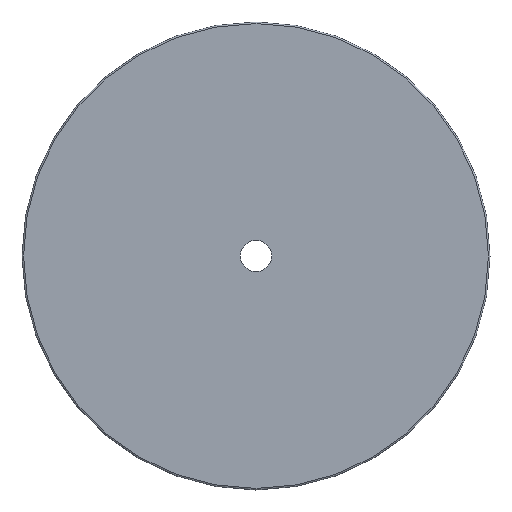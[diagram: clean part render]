
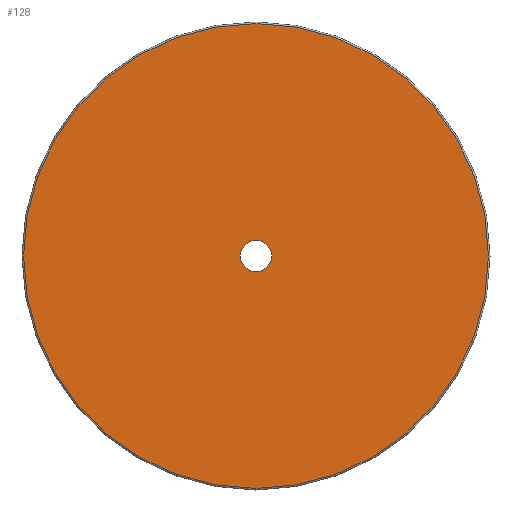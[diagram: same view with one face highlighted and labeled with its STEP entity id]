
A CAD part, front view. The second image highlights one B-rep face of the part: STEP entity #128.
In plain terms, the highlighted planar face has unit normal (0, -1, 0).
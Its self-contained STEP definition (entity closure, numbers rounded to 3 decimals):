
#15=FACE_BOUND('',#31,.T.);
#17=PLANE('',#167);
#24=FACE_OUTER_BOUND('',#30,.T.);
#30=EDGE_LOOP('',(#108,#109));
#31=EDGE_LOOP('',(#110,#111));
#41=CIRCLE('',#154,10.);
#42=CIRCLE('',#155,10.);
#45=CIRCLE('',#159,149.);
#46=CIRCLE('',#160,149.);
#57=VERTEX_POINT('',#227);
#58=VERTEX_POINT('',#229);
#61=VERTEX_POINT('',#236);
#62=VERTEX_POINT('',#238);
#72=EDGE_CURVE('',#58,#57,#41,.T.);
#73=EDGE_CURVE('',#57,#58,#42,.T.);
#76=EDGE_CURVE('',#61,#62,#45,.T.);
#77=EDGE_CURVE('',#62,#61,#46,.T.);
#108=ORIENTED_EDGE('',*,*,#77,.F.);
#109=ORIENTED_EDGE('',*,*,#76,.F.);
#110=ORIENTED_EDGE('',*,*,#72,.T.);
#111=ORIENTED_EDGE('',*,*,#73,.T.);
#128=ADVANCED_FACE('',(#24,#15),#17,.F.);
#154=AXIS2_PLACEMENT_3D('',#230,#182,#183);
#155=AXIS2_PLACEMENT_3D('',#231,#184,#185);
#159=AXIS2_PLACEMENT_3D('',#239,#192,#193);
#160=AXIS2_PLACEMENT_3D('',#240,#194,#195);
#167=AXIS2_PLACEMENT_3D('',#252,#209,#210);
#182=DIRECTION('center_axis',(0.,1.,0.));
#183=DIRECTION('ref_axis',(1.,0.,0.));
#184=DIRECTION('center_axis',(0.,1.,0.));
#185=DIRECTION('ref_axis',(1.,0.,0.));
#192=DIRECTION('center_axis',(0.,1.,0.));
#193=DIRECTION('ref_axis',(1.,0.,0.));
#194=DIRECTION('center_axis',(0.,1.,0.));
#195=DIRECTION('ref_axis',(1.,0.,0.));
#209=DIRECTION('center_axis',(0.,1.,0.));
#210=DIRECTION('ref_axis',(0.,0.,1.));
#227=CARTESIAN_POINT('',(-10.,0.,0.));
#229=CARTESIAN_POINT('',(10.,0.,0.));
#230=CARTESIAN_POINT('Origin',(0.,0.,0.));
#231=CARTESIAN_POINT('Origin',(0.,0.,0.));
#236=CARTESIAN_POINT('',(0.,0.,-149.));
#238=CARTESIAN_POINT('',(-149.,0.,0.));
#239=CARTESIAN_POINT('Origin',(0.,0.,0.));
#240=CARTESIAN_POINT('Origin',(0.,0.,0.));
#252=CARTESIAN_POINT('Origin',(0.,0.,0.));
